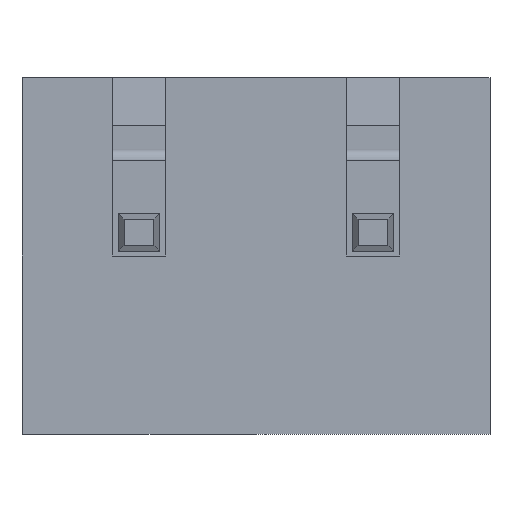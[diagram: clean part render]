
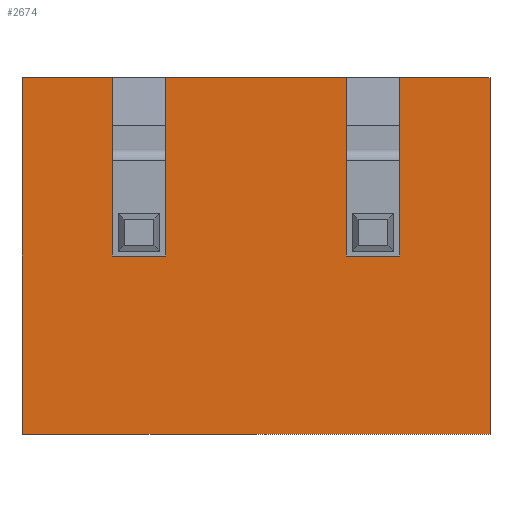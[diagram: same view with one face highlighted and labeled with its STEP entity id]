
A CAD part, front view. The second image highlights one B-rep face of the part: STEP entity #2674.
In plain terms, the highlighted planar face has unit normal (0, -1, 0).
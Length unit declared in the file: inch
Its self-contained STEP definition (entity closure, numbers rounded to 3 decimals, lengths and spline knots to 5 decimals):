
#9=DIRECTION('',(0.,0.,-1.));
#10=VECTOR('',#9,0.3);
#11=CARTESIAN_POINT('',(-0.197,-0.23,0.13));
#12=LINE('',#11,#10);
#649=DIRECTION('',(1.,0.,0.));
#650=VECTOR('',#649,0.394);
#651=CARTESIAN_POINT('',(-0.197,-0.23,-0.17));
#652=LINE('',#651,#650);
#653=DIRECTION('',(1.,0.,0.));
#654=VECTOR('',#653,0.045);
#655=CARTESIAN_POINT('',(0.076,-0.23,-0.02));
#656=LINE('',#655,#654);
#657=DIRECTION('',(0.,0.,-1.));
#658=VECTOR('',#657,0.15);
#659=CARTESIAN_POINT('',(0.121,-0.23,0.13));
#660=LINE('',#659,#658);
#661=DIRECTION('',(1.,0.,0.));
#662=VECTOR('',#661,0.076);
#663=CARTESIAN_POINT('',(0.121,-0.23,0.13));
#664=LINE('',#663,#662);
#665=DIRECTION('',(1.,0.,0.));
#666=VECTOR('',#665,0.076);
#667=CARTESIAN_POINT('',(-0.197,-0.23,0.13));
#668=LINE('',#667,#666);
#669=DIRECTION('',(0.,0.,-1.));
#670=VECTOR('',#669,0.15);
#671=CARTESIAN_POINT('',(-0.121,-0.23,0.13));
#672=LINE('',#671,#670);
#673=DIRECTION('',(1.,0.,0.));
#674=VECTOR('',#673,0.045);
#675=CARTESIAN_POINT('',(-0.121,-0.23,-0.02));
#676=LINE('',#675,#674);
#677=DIRECTION('',(0.,0.,-1.));
#678=VECTOR('',#677,0.15);
#679=CARTESIAN_POINT('',(-0.076,-0.23,0.13));
#680=LINE('',#679,#678);
#681=DIRECTION('',(1.,0.,0.));
#682=VECTOR('',#681,0.152);
#683=CARTESIAN_POINT('',(-0.076,-0.23,0.13));
#684=LINE('',#683,#682);
#685=DIRECTION('',(0.,0.,-1.));
#686=VECTOR('',#685,0.15);
#687=CARTESIAN_POINT('',(0.076,-0.23,0.13));
#688=LINE('',#687,#686);
#1189=DIRECTION('',(0.,0.,-1.));
#1190=VECTOR('',#1189,0.3);
#1191=CARTESIAN_POINT('',(0.197,-0.23,0.13));
#1192=LINE('',#1191,#1190);
#1417=CARTESIAN_POINT('',(-0.197,-0.23,0.13));
#1418=VERTEX_POINT('',#1417);
#1419=CARTESIAN_POINT('',(-0.197,-0.23,-0.17));
#1420=VERTEX_POINT('',#1419);
#1431=CARTESIAN_POINT('',(0.197,-0.23,0.13));
#1432=VERTEX_POINT('',#1431);
#1433=CARTESIAN_POINT('',(0.197,-0.23,-0.17));
#1434=VERTEX_POINT('',#1433);
#1561=CARTESIAN_POINT('',(-0.121,-0.23,0.13));
#1563=VERTEX_POINT('',#1561);
#1565=CARTESIAN_POINT('',(-0.076,-0.23,0.13));
#1567=VERTEX_POINT('',#1565);
#1569=CARTESIAN_POINT('',(-0.121,-0.23,-0.02));
#1570=CARTESIAN_POINT('',(-0.076,-0.23,-0.02));
#1571=VERTEX_POINT('',#1569);
#1572=VERTEX_POINT('',#1570);
#1705=CARTESIAN_POINT('',(0.076,-0.23,-0.02));
#1706=VERTEX_POINT('',#1705);
#1707=CARTESIAN_POINT('',(0.121,-0.23,-0.02));
#1708=VERTEX_POINT('',#1707);
#1775=CARTESIAN_POINT('',(0.076,-0.23,0.13));
#1777=VERTEX_POINT('',#1775);
#1779=CARTESIAN_POINT('',(0.121,-0.23,0.13));
#1781=VERTEX_POINT('',#1779);
#2645=CARTESIAN_POINT('',(-0.197,-0.23,0.13));
#2646=DIRECTION('',(0.,-1.,0.));
#2647=DIRECTION('',(0.,0.,-1.));
#2648=AXIS2_PLACEMENT_3D('',#2645,#2646,#2647);
#2649=PLANE('',#2648);
#2651=ORIENTED_EDGE('',*,*,#2650,.T.);
#2653=ORIENTED_EDGE('',*,*,#2652,.F.);
#2655=ORIENTED_EDGE('',*,*,#2654,.T.);
#2657=ORIENTED_EDGE('',*,*,#2656,.T.);
#2658=ORIENTED_EDGE('',*,*,#2637,.F.);
#2659=ORIENTED_EDGE('',*,*,#1800,.F.);
#2661=ORIENTED_EDGE('',*,*,#2660,.T.);
#2663=ORIENTED_EDGE('',*,*,#2662,.T.);
#2665=ORIENTED_EDGE('',*,*,#2664,.T.);
#2667=ORIENTED_EDGE('',*,*,#2666,.F.);
#2669=ORIENTED_EDGE('',*,*,#2668,.T.);
#2671=ORIENTED_EDGE('',*,*,#2670,.T.);
#2672=EDGE_LOOP('',(#2651,#2653,#2655,#2657,#2658,#2659,#2661,#2663,#2665,#2667,
#2669,#2671));
#2673=FACE_OUTER_BOUND('',#2672,.F.);
#2674=ADVANCED_FACE('',(#2673),#2649,.T.);
#1800=EDGE_CURVE('',#1418,#1420,#12,.T.);
#2637=EDGE_CURVE('',#1420,#1434,#652,.T.);
#2650=EDGE_CURVE('',#1706,#1708,#656,.T.);
#2652=EDGE_CURVE('',#1781,#1708,#660,.T.);
#2654=EDGE_CURVE('',#1781,#1432,#664,.T.);
#2656=EDGE_CURVE('',#1432,#1434,#1192,.T.);
#2660=EDGE_CURVE('',#1418,#1563,#668,.T.);
#2662=EDGE_CURVE('',#1563,#1571,#672,.T.);
#2664=EDGE_CURVE('',#1571,#1572,#676,.T.);
#2666=EDGE_CURVE('',#1567,#1572,#680,.T.);
#2668=EDGE_CURVE('',#1567,#1777,#684,.T.);
#2670=EDGE_CURVE('',#1777,#1706,#688,.T.);
